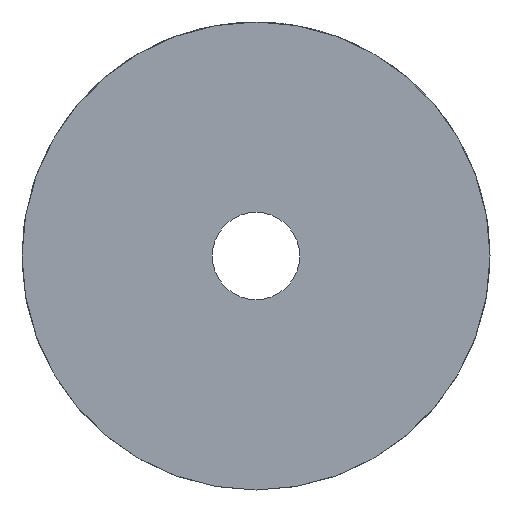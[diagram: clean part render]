
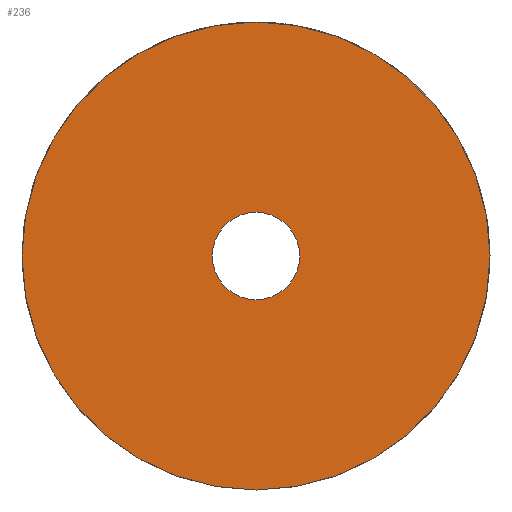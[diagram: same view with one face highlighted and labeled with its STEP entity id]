
A CAD part, left-side view. The second image highlights one B-rep face of the part: STEP entity #236.
In plain terms, the highlighted planar face has unit normal (-1, 0, 0).
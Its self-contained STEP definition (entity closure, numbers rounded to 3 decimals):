
#236 = ADVANCED_FACE( '', ( #548, #549 ), #550, .F. );
#548 = FACE_OUTER_BOUND( '', #931, .T. );
#549 = FACE_BOUND( '', #932, .T. );
#550 = PLANE( '', #933 );
#931 = EDGE_LOOP( '', ( #1532 ) );
#932 = EDGE_LOOP( '', ( #1533 ) );
#933 = AXIS2_PLACEMENT_3D( '', #1534, #1535, #1536 );
#1532 = ORIENTED_EDGE( '', *, *, #2162, .F. );
#1533 = ORIENTED_EDGE( '', *, *, #2133, .T. );
#1534 = CARTESIAN_POINT( '', ( 0., 0., 0. ) );
#1535 = DIRECTION( '', ( 1., 0., 0. ) );
#1536 = DIRECTION( '', ( 0., 0., -1. ) );
#2133 = EDGE_CURVE( '', #2497, #2497, #2498, .T. );
#2162 = EDGE_CURVE( '', #2546, #2546, #2547, .T. );
#2497 = VERTEX_POINT( '', #2975 );
#2498 = CIRCLE( '', #2976, 7. );
#2546 = VERTEX_POINT( '', #3029 );
#2547 = CIRCLE( '', #3030, 37.5 );
#2975 = CARTESIAN_POINT( '', ( 0., 0., -7. ) );
#2976 = AXIS2_PLACEMENT_3D( '', #3506, #3507, #3508 );
#3029 = CARTESIAN_POINT( '', ( 0., 0., -37.5 ) );
#3030 = AXIS2_PLACEMENT_3D( '', #3559, #3560, #3561 );
#3506 = CARTESIAN_POINT( '', ( 0., 0., 0. ) );
#3507 = DIRECTION( '', ( 1., 0., 0. ) );
#3508 = DIRECTION( '', ( 0., 0., -1. ) );
#3559 = CARTESIAN_POINT( '', ( 0., 0., 0. ) );
#3560 = DIRECTION( '', ( 1., 0., 0. ) );
#3561 = DIRECTION( '', ( 0., 0., -1. ) );
